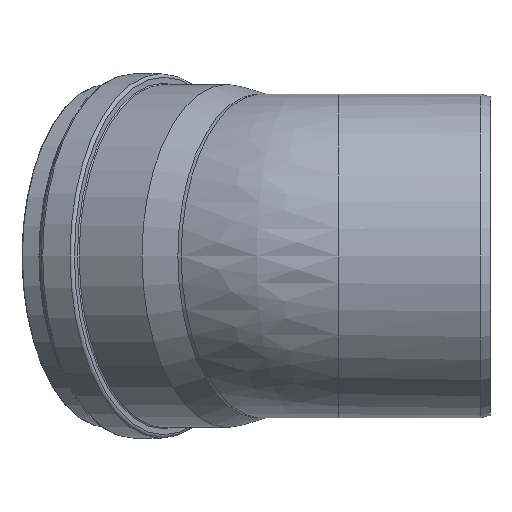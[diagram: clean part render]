
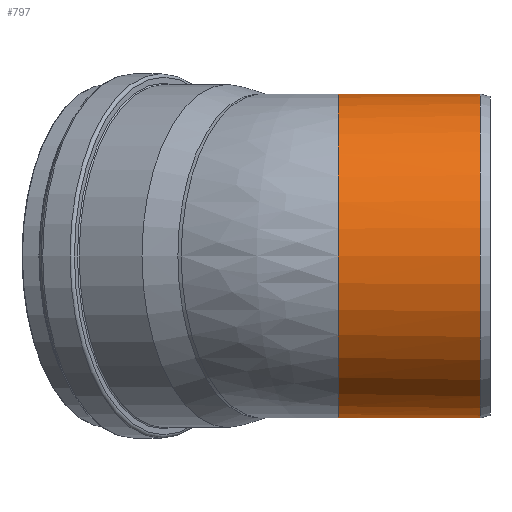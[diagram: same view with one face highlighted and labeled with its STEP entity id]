
A CAD part, left-side view. The second image highlights one B-rep face of the part: STEP entity #797.
In plain terms, the highlighted cylindrical face has radius 200.25 mm (diameter 400.5 mm), a full revolution.
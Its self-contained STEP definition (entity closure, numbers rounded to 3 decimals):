
#41=CYLINDRICAL_SURFACE('',#867,200.25);
#51=ELLIPSE('',#858,207.736,200.25);
#62=FACE_OUTER_BOUND('',#102,.T.);
#102=EDGE_LOOP('',(#541,#542,#543,#544,#545,#546,#547));
#144=LINE('',#1491,#162);
#162=VECTOR('',#1035,200.25);
#179=CIRCLE('',#854,200.25);
#180=CIRCLE('',#855,200.25);
#186=CIRCLE('',#865,200.25);
#187=CIRCLE('',#866,200.25);
#288=VERTEX_POINT('',#1322);
#289=VERTEX_POINT('',#1323);
#292=VERTEX_POINT('',#1359);
#294=VERTEX_POINT('',#1386);
#299=VERTEX_POINT('',#1487);
#386=EDGE_CURVE('',#288,#289,#179,.T.);
#387=EDGE_CURVE('',#289,#288,#180,.T.);
#392=EDGE_CURVE('',#292,#294,#51,.T.);
#400=EDGE_CURVE('',#294,#299,#186,.T.);
#401=EDGE_CURVE('',#299,#292,#187,.T.);
#402=EDGE_CURVE('',#299,#288,#144,.T.);
#541=ORIENTED_EDGE('',*,*,#392,.F.);
#542=ORIENTED_EDGE('',*,*,#401,.F.);
#543=ORIENTED_EDGE('',*,*,#402,.T.);
#544=ORIENTED_EDGE('',*,*,#386,.T.);
#545=ORIENTED_EDGE('',*,*,#387,.T.);
#546=ORIENTED_EDGE('',*,*,#402,.F.);
#547=ORIENTED_EDGE('',*,*,#400,.F.);
#797=ADVANCED_FACE('',(#62),#41,.T.);
#854=AXIS2_PLACEMENT_3D('',#1324,#1006,#1007);
#855=AXIS2_PLACEMENT_3D('',#1325,#1008,#1009);
#858=AXIS2_PLACEMENT_3D('',#1387,#1015,#1016);
#865=AXIS2_PLACEMENT_3D('',#1488,#1029,#1030);
#866=AXIS2_PLACEMENT_3D('',#1489,#1031,#1032);
#867=AXIS2_PLACEMENT_3D('',#1490,#1033,#1034);
#1006=DIRECTION('center_axis',(0.,1.,0.));
#1007=DIRECTION('ref_axis',(1.,0.,0.));
#1008=DIRECTION('center_axis',(0.,1.,0.));
#1009=DIRECTION('ref_axis',(1.,0.,0.));
#1015=DIRECTION('center_axis',(0.266,0.964,0.));
#1016=DIRECTION('ref_axis',(0.964,-0.266,0.));
#1029=DIRECTION('center_axis',(0.,1.,0.));
#1030=DIRECTION('ref_axis',(1.,0.,0.));
#1031=DIRECTION('center_axis',(0.,1.,0.));
#1032=DIRECTION('ref_axis',(1.,0.,0.));
#1033=DIRECTION('center_axis',(0.,1.,0.));
#1034=DIRECTION('ref_axis',(1.,0.,0.));
#1035=DIRECTION('',(0.,-1.,0.));
#1322=CARTESIAN_POINT('',(-200.25,12.,0.));
#1323=CARTESIAN_POINT('',(200.25,12.,0.));
#1324=CARTESIAN_POINT('Origin',(0.,12.,0.));
#1325=CARTESIAN_POINT('Origin',(0.,12.,0.));
#1359=CARTESIAN_POINT('',(182.288,187.693,82.892));
#1386=CARTESIAN_POINT('',(182.288,187.693,-82.892));
#1387=CARTESIAN_POINT('Origin',(0.,238.,0.));
#1487=CARTESIAN_POINT('',(-200.25,187.693,0.));
#1488=CARTESIAN_POINT('Origin',(0.,187.693,0.));
#1489=CARTESIAN_POINT('Origin',(0.,187.693,0.));
#1490=CARTESIAN_POINT('Origin',(0.,0.,0.));
#1491=CARTESIAN_POINT('',(-200.25,0.,0.));
